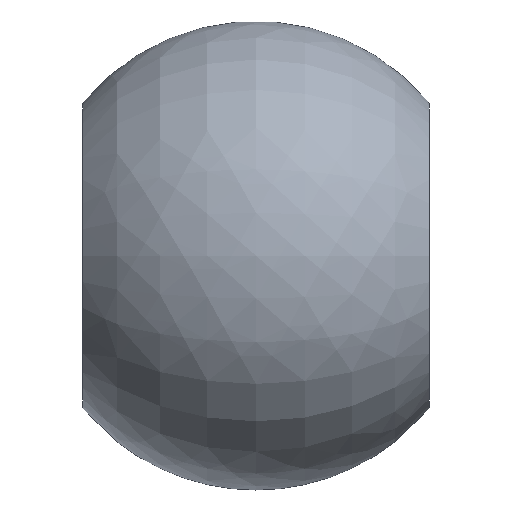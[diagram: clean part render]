
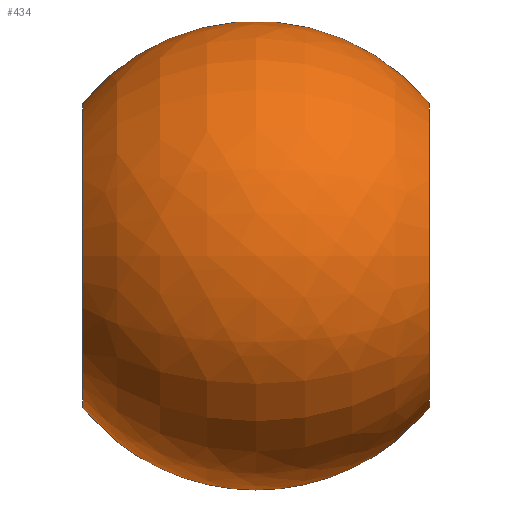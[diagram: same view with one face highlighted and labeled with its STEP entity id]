
A CAD part, front view. The second image highlights one B-rep face of the part: STEP entity #434.
In plain terms, the highlighted free-form (B-spline) face has degree [2, 2] with [5, 9] control points.
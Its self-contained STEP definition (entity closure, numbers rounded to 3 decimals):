
#15=(
BOUNDED_SURFACE()
B_SPLINE_SURFACE(2,2,((#1887,#1888,#1889,#1890,#1891,#1892,#1893,#1894,
#1895),(#1896,#1897,#1898,#1899,#1900,#1901,#1902,#1903,#1904),(#1905,#1906,
#1907,#1908,#1909,#1910,#1911,#1912,#1913),(#1914,#1915,#1916,#1917,#1918,
#1919,#1920,#1921,#1922),(#1923,#1924,#1925,#1926,#1927,#1928,#1929,#1930,
#1931)),.UNSPECIFIED.,.F.,.T.,.F.)
B_SPLINE_SURFACE_WITH_KNOTS((3,2,3),(3,2,2,2,3),(-0.884,0.,
0.884),(-3.142,-1.571,0.,1.571,
3.142),.UNSPECIFIED.)
GEOMETRIC_REPRESENTATION_ITEM()
RATIONAL_B_SPLINE_SURFACE(((1.,0.707,1.,0.707,1.,
0.707,1.,0.707,1.),(0.904,0.639,
0.904,0.639,0.904,0.639,
0.904,0.639,0.904),(1.,0.707,
1.,0.707,1.,0.707,1.,0.707,1.),(0.904,
0.639,0.904,0.639,0.904,
0.639,0.904,0.639,0.904),
(1.,0.707,1.,0.707,1.,0.707,1.,0.707,
1.)))
REPRESENTATION_ITEM('')
SURFACE()
);
#50=FACE_OUTER_BOUND('',#77,.T.);
#77=EDGE_LOOP('',(#390,#391,#392,#393));
#89=CIRCLE('',#480,3.25);
#92=CIRCLE('',#485,3.25);
#93=CIRCLE('',#486,4.786);
#196=VERTEX_POINT('',#1878);
#198=VERTEX_POINT('',#1885);
#259=EDGE_CURVE('',#196,#196,#89,.T.);
#262=EDGE_CURVE('',#198,#198,#92,.T.);
#263=EDGE_CURVE('',#198,#196,#93,.T.);
#390=ORIENTED_EDGE('',*,*,#262,.F.);
#391=ORIENTED_EDGE('',*,*,#263,.T.);
#392=ORIENTED_EDGE('',*,*,#259,.T.);
#393=ORIENTED_EDGE('',*,*,#263,.F.);
#434=ADVANCED_FACE('',(#50),#15,.F.);
#480=AXIS2_PLACEMENT_3D('',#1879,#565,#566);
#485=AXIS2_PLACEMENT_3D('',#1886,#575,#576);
#486=AXIS2_PLACEMENT_3D('',#1932,#577,#578);
#565=DIRECTION('center_axis',(1.,0.,0.));
#566=DIRECTION('ref_axis',(0.,0.,-1.));
#575=DIRECTION('center_axis',(1.,0.,0.));
#576=DIRECTION('ref_axis',(0.,0.,-1.));
#577=DIRECTION('center_axis',(0.,-1.,0.));
#578=DIRECTION('ref_axis',(0.,0.,1.));
#1878=CARTESIAN_POINT('',(-7.4,0.,3.25));
#1879=CARTESIAN_POINT('Origin',(-7.4,0.,0.));
#1885=CARTESIAN_POINT('',(0.,0.,3.25));
#1886=CARTESIAN_POINT('Origin',(0.,0.,0.));
#1887=CARTESIAN_POINT('Ctrl Pts',(-7.4,0.,3.25));
#1888=CARTESIAN_POINT('Ctrl Pts',(-7.4,-3.25,3.25));
#1889=CARTESIAN_POINT('Ctrl Pts',(-7.4,-3.25,0.));
#1890=CARTESIAN_POINT('Ctrl Pts',(-7.4,-3.25,-3.25));
#1891=CARTESIAN_POINT('Ctrl Pts',(-7.4,0.,-3.25));
#1892=CARTESIAN_POINT('Ctrl Pts',(-7.4,3.25,-3.25));
#1893=CARTESIAN_POINT('Ctrl Pts',(-7.4,3.25,0.));
#1894=CARTESIAN_POINT('Ctrl Pts',(-7.4,3.25,3.25));
#1895=CARTESIAN_POINT('Ctrl Pts',(-7.4,0.,3.25));
#1896=CARTESIAN_POINT('Ctrl Pts',(-5.964,0.,5.));
#1897=CARTESIAN_POINT('Ctrl Pts',(-5.964,-5.,5.));
#1898=CARTESIAN_POINT('Ctrl Pts',(-5.964,-5.,0.));
#1899=CARTESIAN_POINT('Ctrl Pts',(-5.964,-5.,-5.));
#1900=CARTESIAN_POINT('Ctrl Pts',(-5.964,0.,-5.));
#1901=CARTESIAN_POINT('Ctrl Pts',(-5.964,5.,-5.));
#1902=CARTESIAN_POINT('Ctrl Pts',(-5.964,5.,0.));
#1903=CARTESIAN_POINT('Ctrl Pts',(-5.964,5.,5.));
#1904=CARTESIAN_POINT('Ctrl Pts',(-5.964,0.,5.));
#1905=CARTESIAN_POINT('Ctrl Pts',(-3.7,0.,5.));
#1906=CARTESIAN_POINT('Ctrl Pts',(-3.7,-5.,5.));
#1907=CARTESIAN_POINT('Ctrl Pts',(-3.7,-5.,0.));
#1908=CARTESIAN_POINT('Ctrl Pts',(-3.7,-5.,-5.));
#1909=CARTESIAN_POINT('Ctrl Pts',(-3.7,0.,-5.));
#1910=CARTESIAN_POINT('Ctrl Pts',(-3.7,5.,-5.));
#1911=CARTESIAN_POINT('Ctrl Pts',(-3.7,5.,0.));
#1912=CARTESIAN_POINT('Ctrl Pts',(-3.7,5.,5.));
#1913=CARTESIAN_POINT('Ctrl Pts',(-3.7,0.,5.));
#1914=CARTESIAN_POINT('Ctrl Pts',(-1.436,0.,5.));
#1915=CARTESIAN_POINT('Ctrl Pts',(-1.436,-5.,5.));
#1916=CARTESIAN_POINT('Ctrl Pts',(-1.436,-5.,0.));
#1917=CARTESIAN_POINT('Ctrl Pts',(-1.436,-5.,-5.));
#1918=CARTESIAN_POINT('Ctrl Pts',(-1.436,0.,-5.));
#1919=CARTESIAN_POINT('Ctrl Pts',(-1.436,5.,-5.));
#1920=CARTESIAN_POINT('Ctrl Pts',(-1.436,5.,0.));
#1921=CARTESIAN_POINT('Ctrl Pts',(-1.436,5.,5.));
#1922=CARTESIAN_POINT('Ctrl Pts',(-1.436,0.,5.));
#1923=CARTESIAN_POINT('Ctrl Pts',(0.,0.,3.25));
#1924=CARTESIAN_POINT('Ctrl Pts',(0.,-3.25,3.25));
#1925=CARTESIAN_POINT('Ctrl Pts',(0.,-3.25,0.));
#1926=CARTESIAN_POINT('Ctrl Pts',(0.,-3.25,-3.25));
#1927=CARTESIAN_POINT('Ctrl Pts',(0.,0.,-3.25));
#1928=CARTESIAN_POINT('Ctrl Pts',(0.,3.25,-3.25));
#1929=CARTESIAN_POINT('Ctrl Pts',(0.,3.25,0.));
#1930=CARTESIAN_POINT('Ctrl Pts',(0.,3.25,3.25));
#1931=CARTESIAN_POINT('Ctrl Pts',(0.,0.,3.25));
#1932=CARTESIAN_POINT('Origin',(-3.7,0.,0.214));
